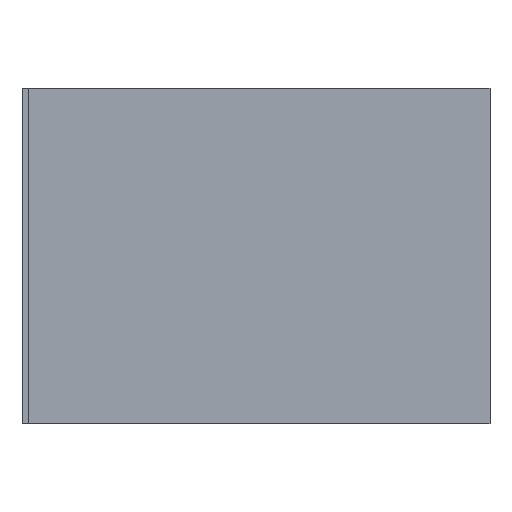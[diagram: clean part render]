
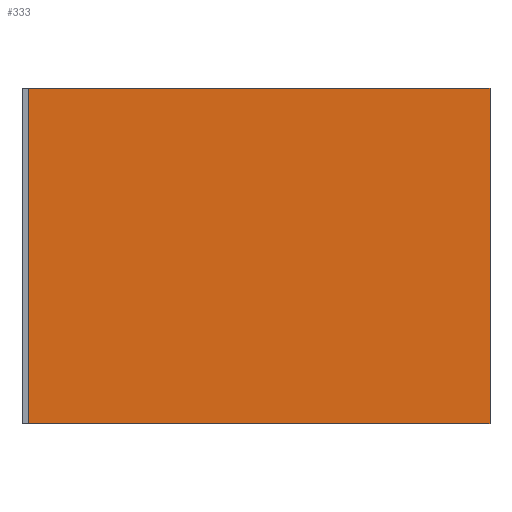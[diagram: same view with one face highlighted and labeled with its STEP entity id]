
A CAD part, left-side view. The second image highlights one B-rep face of the part: STEP entity #333.
In plain terms, the highlighted free-form (B-spline) face has degree [1, 1] with [2, 2] control points.
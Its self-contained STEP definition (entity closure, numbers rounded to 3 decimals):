
#196 = VERTEX_POINT('',#197);
#197 = CARTESIAN_POINT('',(25.558,-2.222,
    111.121));
#202 = EDGE_CURVE('',#196,#203,#205,.T.);
#203 = VERTEX_POINT('',#204);
#204 = CARTESIAN_POINT('',(25.558,-155.014,
    111.121));
#205 = B_SPLINE_CURVE_WITH_KNOTS('',1,(#206,#207),.UNSPECIFIED.,.F.,.F.,
  (2,2),(1.6,111.6),.PIECEWISE_BEZIER_KNOTS.);
#206 = CARTESIAN_POINT('',(25.558,-2.222,
    111.121));
#207 = CARTESIAN_POINT('',(25.558,-155.014,
    111.121));
#316 = VERTEX_POINT('',#317);
#317 = CARTESIAN_POINT('',(25.558,-155.014,0.));
#324 = EDGE_CURVE('',#203,#316,#325,.T.);
#325 = B_SPLINE_CURVE_WITH_KNOTS('',1,(#326,#327),.UNSPECIFIED.,.F.,.F.,
  (2,2),(-80.,0.),.PIECEWISE_BEZIER_KNOTS.);
#326 = CARTESIAN_POINT('',(25.558,-155.014,
    111.121));
#327 = CARTESIAN_POINT('',(25.558,-155.014,0.));
#333 = ADVANCED_FACE('',(#334),#350,.T.);
#334 = FACE_BOUND('',#335,.T.);
#335 = EDGE_LOOP('',(#336,#343,#344,#345));
#336 = ORIENTED_EDGE('',*,*,#337,.T.);
#337 = EDGE_CURVE('',#338,#316,#340,.T.);
#338 = VERTEX_POINT('',#339);
#339 = CARTESIAN_POINT('',(25.558,-2.222,0.));
#340 = B_SPLINE_CURVE_WITH_KNOTS('',1,(#341,#342),.UNSPECIFIED.,.F.,.F.,
  (2,2),(1.6,111.6),.PIECEWISE_BEZIER_KNOTS.);
#341 = CARTESIAN_POINT('',(25.558,-2.222,0.));
#342 = CARTESIAN_POINT('',(25.558,-155.014,0.));
#343 = ORIENTED_EDGE('',*,*,#324,.F.);
#344 = ORIENTED_EDGE('',*,*,#202,.F.);
#345 = ORIENTED_EDGE('',*,*,#346,.F.);
#346 = EDGE_CURVE('',#338,#196,#347,.T.);
#347 = B_SPLINE_CURVE_WITH_KNOTS('',1,(#348,#349),.UNSPECIFIED.,.F.,.F.,
  (2,2),(0.,80.),.PIECEWISE_BEZIER_KNOTS.);
#348 = CARTESIAN_POINT('',(25.558,-2.222,0.));
#349 = CARTESIAN_POINT('',(25.558,-2.222,
    111.121));
#350 = B_SPLINE_SURFACE_WITH_KNOTS('',1,1,(
    (#351,#352)
    ,(#353,#354
    )),.UNSPECIFIED.,.F.,.F.,.F.,(2,2),(2,2),(1.6,111.6),(0.,80.),
  .PIECEWISE_BEZIER_KNOTS.);
#351 = CARTESIAN_POINT('',(25.558,-2.222,0.));
#352 = CARTESIAN_POINT('',(25.558,-2.222,
    111.121));
#353 = CARTESIAN_POINT('',(25.558,-155.014,0.));
#354 = CARTESIAN_POINT('',(25.558,-155.014,
    111.121));
